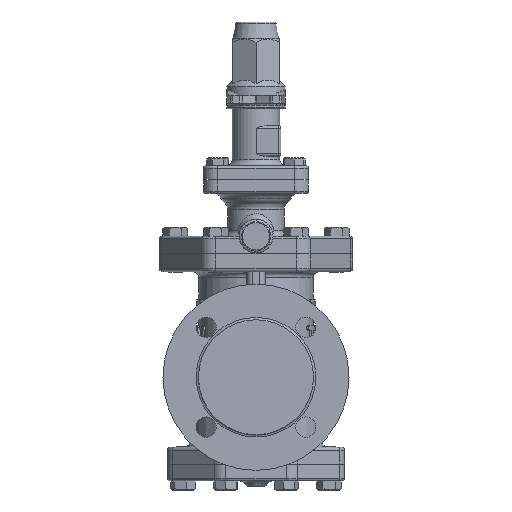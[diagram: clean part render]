
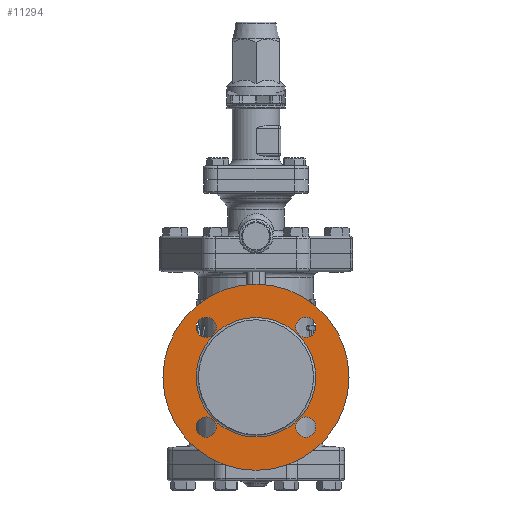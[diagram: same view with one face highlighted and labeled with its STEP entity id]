
A CAD part, left-side view. The second image highlights one B-rep face of the part: STEP entity #11294.
In plain terms, the highlighted planar face has unit normal (-1, 0, 0).
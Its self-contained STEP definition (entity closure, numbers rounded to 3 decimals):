
#2243=PLANE('',#12451);
#2483=FACE_BOUND('',#4059,.T.);
#2484=FACE_BOUND('',#4060,.T.);
#2485=FACE_BOUND('',#4061,.T.);
#2486=FACE_BOUND('',#4062,.T.);
#2487=FACE_BOUND('',#4063,.T.);
#3139=FACE_OUTER_BOUND('',#4058,.T.);
#4058=EDGE_LOOP('',(#10244));
#4059=EDGE_LOOP('',(#10245));
#4060=EDGE_LOOP('',(#10246));
#4061=EDGE_LOOP('',(#10247));
#4062=EDGE_LOOP('',(#10248));
#4063=EDGE_LOOP('',(#10249));
#4615=CIRCLE('',#12445,82.5);
#4617=CIRCLE('',#12448,53.);
#4619=CIRCLE('',#12452,9.);
#4620=CIRCLE('',#12453,9.);
#4621=CIRCLE('',#12454,9.);
#4622=CIRCLE('',#12455,9.);
#5690=VERTEX_POINT('',#30909);
#5692=VERTEX_POINT('',#30914);
#5694=VERTEX_POINT('',#30920);
#5695=VERTEX_POINT('',#30922);
#5696=VERTEX_POINT('',#30924);
#5697=VERTEX_POINT('',#30926);
#7231=EDGE_CURVE('',#5690,#5690,#4615,.T.);
#7233=EDGE_CURVE('',#5692,#5692,#4617,.T.);
#7235=EDGE_CURVE('',#5694,#5694,#4619,.T.);
#7236=EDGE_CURVE('',#5695,#5695,#4620,.T.);
#7237=EDGE_CURVE('',#5696,#5696,#4621,.T.);
#7238=EDGE_CURVE('',#5697,#5697,#4622,.T.);
#10244=ORIENTED_EDGE('',*,*,#7231,.F.);
#10245=ORIENTED_EDGE('',*,*,#7233,.F.);
#10246=ORIENTED_EDGE('',*,*,#7235,.T.);
#10247=ORIENTED_EDGE('',*,*,#7236,.T.);
#10248=ORIENTED_EDGE('',*,*,#7237,.T.);
#10249=ORIENTED_EDGE('',*,*,#7238,.T.);
#11294=ADVANCED_FACE('',(#3139,#2483,#2484,#2485,#2486,#2487),#2243,.F.);
#12445=AXIS2_PLACEMENT_3D('',#30910,#15380,#15381);
#12448=AXIS2_PLACEMENT_3D('',#30915,#15386,#15387);
#12451=AXIS2_PLACEMENT_3D('',#30919,#15392,#15393);
#12452=AXIS2_PLACEMENT_3D('',#30921,#15394,#15395);
#12453=AXIS2_PLACEMENT_3D('',#30923,#15396,#15397);
#12454=AXIS2_PLACEMENT_3D('',#30925,#15398,#15399);
#12455=AXIS2_PLACEMENT_3D('',#30927,#15400,#15401);
#15380=DIRECTION('center_axis',(1.,0.,0.));
#15381=DIRECTION('ref_axis',(0.,0.,-1.));
#15386=DIRECTION('center_axis',(-1.,0.,0.));
#15387=DIRECTION('ref_axis',(0.,0.,-1.));
#15392=DIRECTION('center_axis',(1.,0.,0.));
#15393=DIRECTION('ref_axis',(0.,0.,-1.));
#15394=DIRECTION('center_axis',(1.,0.,0.));
#15395=DIRECTION('ref_axis',(0.,-1.,0.));
#15396=DIRECTION('center_axis',(1.,0.,0.));
#15397=DIRECTION('ref_axis',(0.,0.,1.));
#15398=DIRECTION('center_axis',(1.,0.,0.));
#15399=DIRECTION('ref_axis',(0.,1.,0.));
#15400=DIRECTION('center_axis',(1.,0.,0.));
#15401=DIRECTION('ref_axis',(0.,0.,
-1.));
#30909=CARTESIAN_POINT('',(-112.,0.,159.5));
#30910=CARTESIAN_POINT('Origin',(-112.,0.,77.));
#30914=CARTESIAN_POINT('',(-112.,0.,130.));
#30915=CARTESIAN_POINT('Origin',(-112.,0.,77.));
#30919=CARTESIAN_POINT('Origin',(-112.,0.,77.));
#30920=CARTESIAN_POINT('',(-112.,-53.194,32.806));
#30921=CARTESIAN_POINT('Origin',(-112.,-44.194,32.806));
#30922=CARTESIAN_POINT('',(-112.,-44.194,130.194));
#30923=CARTESIAN_POINT('Origin',(-112.,-44.194,121.194));
#30924=CARTESIAN_POINT('',(-112.,53.194,121.194));
#30925=CARTESIAN_POINT('Origin',(-112.,44.194,121.194));
#30926=CARTESIAN_POINT('',(-112.,44.194,23.806));
#30927=CARTESIAN_POINT('Origin',(-112.,44.194,32.806));
